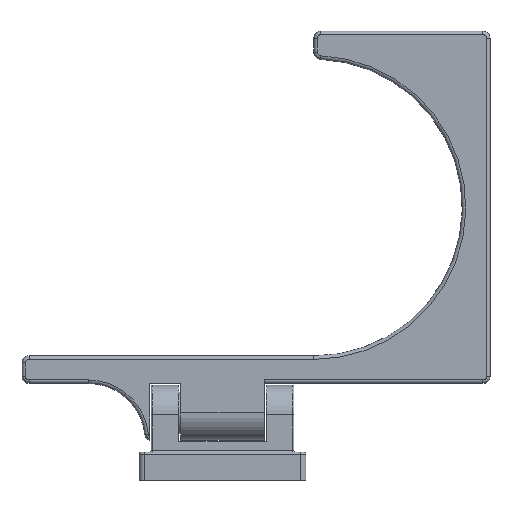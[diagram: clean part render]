
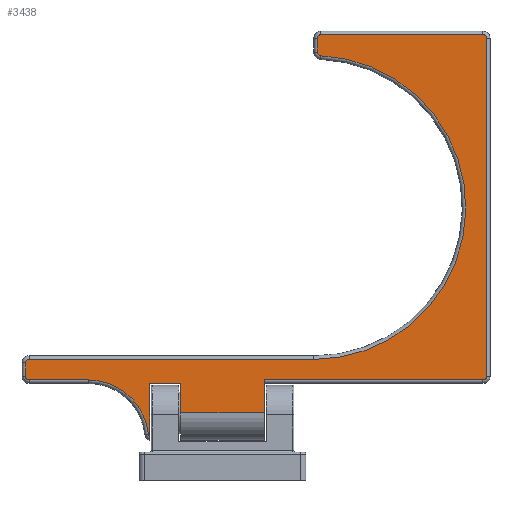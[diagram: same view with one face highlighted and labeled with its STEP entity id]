
A CAD part, left-side view. The second image highlights one B-rep face of the part: STEP entity #3438.
In plain terms, the highlighted planar face has unit normal (-1, 0, 0).
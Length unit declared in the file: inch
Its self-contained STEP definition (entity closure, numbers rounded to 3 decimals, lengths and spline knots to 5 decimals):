
#507=CARTESIAN_POINT('',(-0.3125,1.524,0.46));
#508=DIRECTION('',(1.,0.,0.));
#509=DIRECTION('',(0.,0.,1.));
#510=AXIS2_PLACEMENT_3D('',#507,#508,#509);
#512=DIRECTION('',(0.,-1.,0.));
#513=VECTOR('',#512,0.673);
#514=CARTESIAN_POINT('',(-0.3125,2.197,1.145));
#515=LINE('',#514,#513);
#516=CARTESIAN_POINT('',(-0.3125,2.197,1.185));
#517=DIRECTION('',(-1.,0.,0.));
#518=DIRECTION('',(0.,1.,0.));
#519=AXIS2_PLACEMENT_3D('',#516,#517,#518);
#521=DIRECTION('',(0.,0.,-1.));
#522=VECTOR('',#521,0.15495);
#523=CARTESIAN_POINT('',(-0.3125,2.237,1.33995));
#524=LINE('',#523,#522);
#525=CARTESIAN_POINT('',(-0.3125,2.197,1.33995));
#526=DIRECTION('',(-1.,0.,0.));
#527=DIRECTION('',(0.,-0.001,1.));
#528=AXIS2_PLACEMENT_3D('',#525,#526,#527);
#530=DIRECTION('',(0.,1.,0.001));
#531=VECTOR('',#530,3.23294);
#532=CARTESIAN_POINT('',(-0.3125,-1.03596,1.378));
#533=LINE('',#532,#531);
#534=CARTESIAN_POINT('',(-0.3125,-1.037,3.103));
#535=DIRECTION('',(1.,0.,0.));
#536=DIRECTION('',(0.,-0.045,0.999));
#537=AXIS2_PLACEMENT_3D('',#534,#535,#536);
#539=CARTESIAN_POINT('',(-0.3125,-1.117,4.86619));
#540=DIRECTION('',(-1.,0.,0.));
#541=DIRECTION('',(0.,1.,0.));
#542=AXIS2_PLACEMENT_3D('',#539,#540,#541);
#544=DIRECTION('',(0.,0.,-1.));
#545=VECTOR('',#544,0.15881);
#546=CARTESIAN_POINT('',(-0.3125,-1.077,5.025));
#547=LINE('',#546,#545);
#548=CARTESIAN_POINT('',(-0.3125,-1.117,5.025));
#549=DIRECTION('',(-1.,0.,0.));
#550=DIRECTION('',(0.,0.,1.));
#551=AXIS2_PLACEMENT_3D('',#548,#549,#550);
#553=DIRECTION('',(0.,1.,0.));
#554=VECTOR('',#553,1.84);
#555=CARTESIAN_POINT('',(-0.3125,-2.957,5.065));
#556=LINE('',#555,#554);
#557=CARTESIAN_POINT('',(-0.3125,-2.957,5.025));
#558=DIRECTION('',(-1.,0.,0.));
#559=DIRECTION('',(0.,-1.,0.));
#560=AXIS2_PLACEMENT_3D('',#557,#558,#559);
#562=DIRECTION('',(0.,0.,1.));
#563=VECTOR('',#562,3.84);
#564=CARTESIAN_POINT('',(-0.3125,-2.997,1.185));
#565=LINE('',#564,#563);
#566=CARTESIAN_POINT('',(-0.3125,-2.957,1.185));
#567=DIRECTION('',(-1.,0.,0.));
#568=DIRECTION('',(0.,0.,-1.));
#569=AXIS2_PLACEMENT_3D('',#566,#567,#568);
#571=DIRECTION('',(0.,-1.,0.));
#572=VECTOR('',#571,2.482);
#573=CARTESIAN_POINT('',(-0.3125,-0.475,1.145));
#574=LINE('',#573,#572);
#575=DIRECTION('',(0.,1.,0.));
#576=VECTOR('',#575,0.95);
#577=CARTESIAN_POINT('',(-0.3125,-0.475,0.7725));
#578=LINE('',#577,#576);
#579=DIRECTION('',(0.,0.,-1.));
#580=VECTOR('',#579,0.3325);
#581=CARTESIAN_POINT('',(-0.3125,0.475,1.105));
#582=LINE('',#581,#580);
#583=DIRECTION('',(0.,-1.,0.));
#584=VECTOR('',#583,0.354);
#585=CARTESIAN_POINT('',(-0.3125,0.829,1.105));
#586=LINE('',#585,#584);
#587=DIRECTION('',(0.,0.,1.));
#588=VECTOR('',#587,0.59972);
#589=CARTESIAN_POINT('',(-0.3125,0.829,0.50528));
#590=LINE('',#589,#588);
#591=CARTESIAN_POINT('',(-0.3125,0.84274,
0.53147));
#592=CARTESIAN_POINT('',(-0.3125,0.84259,
0.53007));
#593=CARTESIAN_POINT('',(-0.3125,0.84215,
0.52729));
#594=CARTESIAN_POINT('',(-0.3125,0.84102,
0.5231));
#595=CARTESIAN_POINT('',(-0.3125,0.83942,
0.51901));
#596=CARTESIAN_POINT('',(-0.3125,0.83738,
0.51511));
#597=CARTESIAN_POINT('',(-0.3125,0.83492,0.51147));
#598=CARTESIAN_POINT('',(-0.3125,0.83211,0.50815));
#599=CARTESIAN_POINT('',(-0.3125,0.83007,0.5062));
#600=CARTESIAN_POINT('',(-0.3125,0.829,0.50528));
#636=CARTESIAN_POINT('',(-0.3125,0.829,0.50528));
#1087=DIRECTION('',(0.,0.,1.));
#1088=VECTOR('',#1087,0.3725);
#1089=CARTESIAN_POINT('',(-0.3125,-0.475,0.7725));
#1090=LINE('',#1089,#1088);
#2537=CARTESIAN_POINT('',(-0.3125,0.475,1.105));
#2539=VERTEX_POINT('',#2537);
#2542=CARTESIAN_POINT('',(-0.3125,0.829,1.105));
#2543=VERTEX_POINT('',#2542);
#2557=CARTESIAN_POINT('',(-0.3125,0.475,0.7725));
#2559=VERTEX_POINT('',#2557);
#2560=CARTESIAN_POINT('',(-0.3125,-0.475,0.7725));
#2561=VERTEX_POINT('',#2560);
#2568=CARTESIAN_POINT('',(-0.3125,1.524,1.145));
#2569=CARTESIAN_POINT('',(-0.3125,0.84274,0.53147));
#2570=VERTEX_POINT('',#2568);
#2571=VERTEX_POINT('',#2569);
#2572=CARTESIAN_POINT('',(-0.3125,2.197,1.145));
#2573=VERTEX_POINT('',#2572);
#2578=CARTESIAN_POINT('',(-0.3125,2.237,1.33995));
#2579=CARTESIAN_POINT('',(-0.3125,2.237,1.185));
#2580=VERTEX_POINT('',#2578);
#2581=VERTEX_POINT('',#2579);
#2586=CARTESIAN_POINT('',(-0.3125,-1.03596,1.378));
#2587=CARTESIAN_POINT('',(-0.3125,2.19698,1.37995));
#2588=VERTEX_POINT('',#2586);
#2589=VERTEX_POINT('',#2587);
#2592=CARTESIAN_POINT('',(-0.3125,-1.11519,4.82623));
#2593=VERTEX_POINT('',#2592);
#2598=CARTESIAN_POINT('',(-0.3125,-1.077,5.025));
#2599=CARTESIAN_POINT('',(-0.3125,-1.077,4.86619));
#2600=VERTEX_POINT('',#2598);
#2601=VERTEX_POINT('',#2599);
#2606=CARTESIAN_POINT('',(-0.3125,-2.957,5.065));
#2607=CARTESIAN_POINT('',(-0.3125,-1.117,5.065));
#2608=VERTEX_POINT('',#2606);
#2609=VERTEX_POINT('',#2607);
#2614=CARTESIAN_POINT('',(-0.3125,-2.997,1.185));
#2615=CARTESIAN_POINT('',(-0.3125,-2.997,5.025));
#2616=VERTEX_POINT('',#2614);
#2617=VERTEX_POINT('',#2615);
#2620=CARTESIAN_POINT('',(-0.3125,-0.475,1.145));
#2621=CARTESIAN_POINT('',(-0.3125,-2.957,1.145));
#2622=VERTEX_POINT('',#2620);
#2623=VERTEX_POINT('',#2621);
#2628=VERTEX_POINT('',#636);
#3391=CARTESIAN_POINT('',(-0.3125,-3.037,1.105));
#3392=DIRECTION('',(-1.,0.,0.));
#3393=DIRECTION('',(0.,0.,1.));
#3394=AXIS2_PLACEMENT_3D('',#3391,#3392,#3393);
#3395=PLANE('',#3394);
#3397=ORIENTED_EDGE('',*,*,#3396,.F.);
#3399=ORIENTED_EDGE('',*,*,#3398,.F.);
#3401=ORIENTED_EDGE('',*,*,#3400,.F.);
#3403=ORIENTED_EDGE('',*,*,#3402,.F.);
#3405=ORIENTED_EDGE('',*,*,#3404,.F.);
#3407=ORIENTED_EDGE('',*,*,#3406,.F.);
#3409=ORIENTED_EDGE('',*,*,#3408,.F.);
#3411=ORIENTED_EDGE('',*,*,#3410,.F.);
#3413=ORIENTED_EDGE('',*,*,#3412,.F.);
#3415=ORIENTED_EDGE('',*,*,#3414,.F.);
#3417=ORIENTED_EDGE('',*,*,#3416,.F.);
#3419=ORIENTED_EDGE('',*,*,#3418,.F.);
#3421=ORIENTED_EDGE('',*,*,#3420,.F.);
#3423=ORIENTED_EDGE('',*,*,#3422,.F.);
#3425=ORIENTED_EDGE('',*,*,#3424,.F.);
#3427=ORIENTED_EDGE('',*,*,#3426,.F.);
#3428=ORIENTED_EDGE('',*,*,#3382,.T.);
#3429=ORIENTED_EDGE('',*,*,#3366,.F.);
#3431=ORIENTED_EDGE('',*,*,#3430,.F.);
#3433=ORIENTED_EDGE('',*,*,#3432,.F.);
#3435=ORIENTED_EDGE('',*,*,#3434,.F.);
#3436=EDGE_LOOP('',(#3397,#3399,#3401,#3403,#3405,#3407,#3409,#3411,#3413,#3415,
#3417,#3419,#3421,#3423,#3425,#3427,#3428,#3429,#3431,#3433,#3435));
#3437=FACE_OUTER_BOUND('',#3436,.F.);
#3438=ADVANCED_FACE('',(#3437),#3395,.T.);
#511=CIRCLE('',#510,0.685);
#520=CIRCLE('',#519,0.04);
#529=CIRCLE('',#528,0.04);
#538=CIRCLE('',#537,1.725);
#543=CIRCLE('',#542,0.04);
#552=CIRCLE('',#551,0.04);
#561=CIRCLE('',#560,0.04);
#570=CIRCLE('',#569,0.04);
#601=B_SPLINE_CURVE_WITH_KNOTS('',3,(#591,#592,#593,#594,#595,#596,#597,#598,
#599,#600),.UNSPECIFIED.,.F.,.F.,(4,1,1,1,1,1,1,4),(0.,0.14286,
0.28571,0.42857,0.57143,0.71429,
0.85714,1.),.UNSPECIFIED.);
#3366=EDGE_CURVE('',#2539,#2559,#582,.T.);
#3382=EDGE_CURVE('',#2561,#2559,#578,.T.);
#3396=EDGE_CURVE('',#2570,#2571,#511,.T.);
#3398=EDGE_CURVE('',#2573,#2570,#515,.T.);
#3400=EDGE_CURVE('',#2581,#2573,#520,.T.);
#3402=EDGE_CURVE('',#2580,#2581,#524,.T.);
#3404=EDGE_CURVE('',#2589,#2580,#529,.T.);
#3406=EDGE_CURVE('',#2588,#2589,#533,.T.);
#3408=EDGE_CURVE('',#2593,#2588,#538,.T.);
#3410=EDGE_CURVE('',#2601,#2593,#543,.T.);
#3412=EDGE_CURVE('',#2600,#2601,#547,.T.);
#3414=EDGE_CURVE('',#2609,#2600,#552,.T.);
#3416=EDGE_CURVE('',#2608,#2609,#556,.T.);
#3418=EDGE_CURVE('',#2617,#2608,#561,.T.);
#3420=EDGE_CURVE('',#2616,#2617,#565,.T.);
#3422=EDGE_CURVE('',#2623,#2616,#570,.T.);
#3424=EDGE_CURVE('',#2622,#2623,#574,.T.);
#3426=EDGE_CURVE('',#2561,#2622,#1090,.T.);
#3430=EDGE_CURVE('',#2543,#2539,#586,.T.);
#3432=EDGE_CURVE('',#2628,#2543,#590,.T.);
#3434=EDGE_CURVE('',#2571,#2628,#601,.T.);
